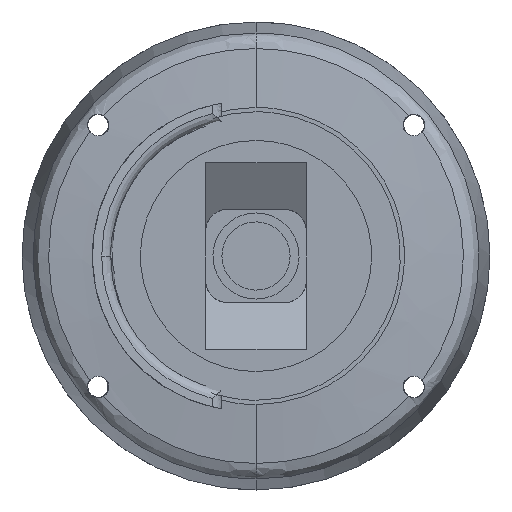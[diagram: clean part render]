
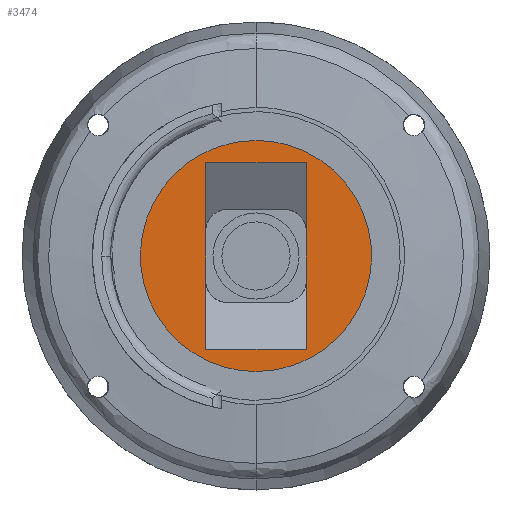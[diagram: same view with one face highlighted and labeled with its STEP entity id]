
A CAD part, left-side view. The second image highlights one B-rep face of the part: STEP entity #3474.
In plain terms, the highlighted free-form (B-spline) face has degree [1, 1] with [2, 2] control points.
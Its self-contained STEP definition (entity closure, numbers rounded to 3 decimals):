
#3442 = VERTEX_POINT('',#3443);
#3443 = CARTESIAN_POINT('',(-336.677,0.,42.676));
#3450 = VERTEX_POINT('',#3451);
#3451 = CARTESIAN_POINT('',(-336.677,0.,
    -42.676));
#3456 = EDGE_CURVE('',#3450,#3442,#3457,.T.);
#3457 = ( BOUNDED_CURVE() B_SPLINE_CURVE(2,(#3458,#3459,#3460,#3461,
#3462),.UNSPECIFIED.,.F.,.F.) B_SPLINE_CURVE_WITH_KNOTS((3,2,3),(
    3.142,4.712,6.283),
.PIECEWISE_BEZIER_KNOTS.) CURVE() GEOMETRIC_REPRESENTATION_ITEM() 
RATIONAL_B_SPLINE_CURVE((1.,0.707,1.,0.707,1.)) 
REPRESENTATION_ITEM('') );
#3458 = CARTESIAN_POINT('',(-336.677,0.,
    -42.676));
#3459 = CARTESIAN_POINT('',(-336.677,-42.676,
    -42.676));
#3460 = CARTESIAN_POINT('',(-336.677,-42.676,
    0.));
#3461 = CARTESIAN_POINT('',(-336.677,-42.676,
    42.676));
#3462 = CARTESIAN_POINT('',(-336.677,0.,
    42.676));
#3474 = ADVANCED_FACE('',(#3475,#3486),#3516,.T.);
#3475 = FACE_BOUND('',#3476,.T.);
#3476 = EDGE_LOOP('',(#3477,#3485));
#3477 = ORIENTED_EDGE('',*,*,#3478,.T.);
#3478 = EDGE_CURVE('',#3442,#3450,#3479,.T.);
#3479 = ( BOUNDED_CURVE() B_SPLINE_CURVE(2,(#3480,#3481,#3482,#3483,
#3484),.UNSPECIFIED.,.F.,.F.) B_SPLINE_CURVE_WITH_KNOTS((3,2,3),(0.,
1.571,3.142),.PIECEWISE_BEZIER_KNOTS.) CURVE() 
GEOMETRIC_REPRESENTATION_ITEM() RATIONAL_B_SPLINE_CURVE((1.,
0.707,1.,0.707,1.)) REPRESENTATION_ITEM('') );
#3480 = CARTESIAN_POINT('',(-336.677,0.,42.676));
#3481 = CARTESIAN_POINT('',(-336.677,42.676,
    42.676));
#3482 = CARTESIAN_POINT('',(-336.677,42.676,
    0.));
#3483 = CARTESIAN_POINT('',(-336.677,42.676,
    -42.676));
#3484 = CARTESIAN_POINT('',(-336.677,0.,
    -42.676));
#3485 = ORIENTED_EDGE('',*,*,#3456,.T.);
#3486 = FACE_BOUND('',#3487,.T.);
#3487 = EDGE_LOOP('',(#3488,#3497,#3504,#3511));
#3488 = ORIENTED_EDGE('',*,*,#3489,.T.);
#3489 = EDGE_CURVE('',#3490,#3492,#3494,.T.);
#3490 = VERTEX_POINT('',#3491);
#3491 = CARTESIAN_POINT('',(-336.677,-18.557,
    -34.463));
#3492 = VERTEX_POINT('',#3493);
#3493 = CARTESIAN_POINT('',(-336.677,18.557,
    -34.463));
#3494 = B_SPLINE_CURVE_WITH_KNOTS('',1,(#3495,#3496),.UNSPECIFIED.,.F.,
  .F.,(2,2),(0.,28.),.PIECEWISE_BEZIER_KNOTS.);
#3495 = CARTESIAN_POINT('',(-336.677,-18.557,
    -34.463));
#3496 = CARTESIAN_POINT('',(-336.677,18.557,
    -34.463));
#3497 = ORIENTED_EDGE('',*,*,#3498,.T.);
#3498 = EDGE_CURVE('',#3492,#3499,#3501,.T.);
#3499 = VERTEX_POINT('',#3500);
#3500 = CARTESIAN_POINT('',(-336.677,18.557,
    34.463));
#3501 = B_SPLINE_CURVE_WITH_KNOTS('',1,(#3502,#3503),.UNSPECIFIED.,.F.,
  .F.,(2,2),(0.,52.),.PIECEWISE_BEZIER_KNOTS.);
#3502 = CARTESIAN_POINT('',(-336.677,18.557,
    -34.463));
#3503 = CARTESIAN_POINT('',(-336.677,18.557,
    34.463));
#3504 = ORIENTED_EDGE('',*,*,#3505,.F.);
#3505 = EDGE_CURVE('',#3506,#3499,#3508,.T.);
#3506 = VERTEX_POINT('',#3507);
#3507 = CARTESIAN_POINT('',(-336.677,-18.557,
    34.463));
#3508 = B_SPLINE_CURVE_WITH_KNOTS('',1,(#3509,#3510),.UNSPECIFIED.,.F.,
  .F.,(2,2),(0.,28.),.PIECEWISE_BEZIER_KNOTS.);
#3509 = CARTESIAN_POINT('',(-336.677,-18.557,
    34.463));
#3510 = CARTESIAN_POINT('',(-336.677,18.557,
    34.463));
#3511 = ORIENTED_EDGE('',*,*,#3512,.F.);
#3512 = EDGE_CURVE('',#3490,#3506,#3513,.T.);
#3513 = B_SPLINE_CURVE_WITH_KNOTS('',1,(#3514,#3515),.UNSPECIFIED.,.F.,
  .F.,(2,2),(0.,52.),.PIECEWISE_BEZIER_KNOTS.);
#3514 = CARTESIAN_POINT('',(-336.677,-18.557,
    -34.463));
#3515 = CARTESIAN_POINT('',(-336.677,-18.557,
    34.463));
#3516 = B_SPLINE_SURFACE_WITH_KNOTS('',1,1,(
    (#3517,#3518)
    ,(#3519,#3520
    )),.UNSPECIFIED.,.F.,.F.,.F.,(2,2),(2,2),(-32.196,
    32.196),(-32.196,32.196),
  .PIECEWISE_BEZIER_KNOTS.);
#3517 = CARTESIAN_POINT('',(-336.677,-42.676,
    -42.676));
#3518 = CARTESIAN_POINT('',(-336.677,42.676,
    -42.676));
#3519 = CARTESIAN_POINT('',(-336.677,-42.676,
    42.676));
#3520 = CARTESIAN_POINT('',(-336.677,42.676,
    42.676));
